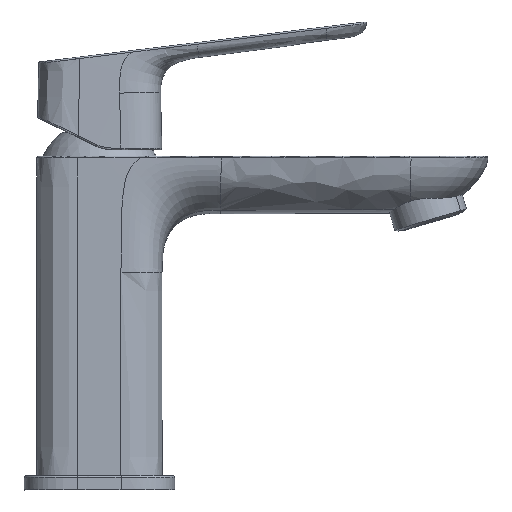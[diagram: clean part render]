
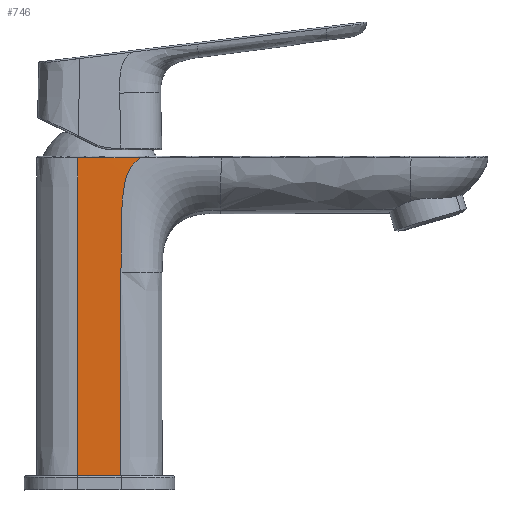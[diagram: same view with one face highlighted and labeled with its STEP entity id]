
A CAD part, front view. The second image highlights one B-rep face of the part: STEP entity #746.
In plain terms, the highlighted cylindrical face has radius 1782.37 mm (diameter 3564.74 mm), a partial arc.
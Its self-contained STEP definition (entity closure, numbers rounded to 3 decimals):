
#27=CYLINDRICAL_SURFACE('',#14895,1782.369);
#66=LINE('',#8394,#168);
#67=LINE('',#8410,#169);
#168=VECTOR('',#15037,101.571);
#169=VECTOR('',#15055,65.109);
#403=B_SPLINE_CURVE_WITH_KNOTS('',3,(#6100,#6101,#6102,#6095),.UNSPECIFIED.,.F.,.U.,(4,4),(0.,1.),.UNSPECIFIED.);
#405=B_SPLINE_CURVE_WITH_KNOTS('',3,(#6145,#6146,#6147,#6148,#6100),.UNSPECIFIED.,.F.,.U.,(4,1,4),(0.,0.5,1.),.UNSPECIFIED.);
#474=B_SPLINE_CURVE_WITH_KNOTS('',3,(#6145,#8411,#8412,#8413,#8414,#8415,#8416,#8417,#8418,#8419,#8420,#8421,#8422,#8423,#8424,#8425,#8426,#8427,#8428,#8410),.UNSPECIFIED.,.F.,.U.,(4,2,2,2,2,2,2,2,2,4),(0.,0.062,0.125,0.187,0.25,0.375,0.5,0.625,0.75,1.),.UNSPECIFIED.);
#746=ADVANCED_FACE('extract',(#939),#27,.T.);
#939=FACE_OUTER_BOUND('',#3093,.T.);
#1369=ORIENTED_EDGE('',*,*,#2276,.F.);
#1370=ORIENTED_EDGE('',*,*,#2277,.F.);
#1371=ORIENTED_EDGE('',*,*,#2278,.F.);
#1372=ORIENTED_EDGE('',*,*,#2279,.F.);
#1373=ORIENTED_EDGE('',*,*,#2196,.T.);
#1374=ORIENTED_EDGE('',*,*,#2194,.T.);
#2194=EDGE_CURVE('10',#2771,#2770,#403,.T.);
#2196=EDGE_CURVE('9',#2772,#2771,#405,.T.);
#2276=EDGE_CURVE('5',#2827,#2770,#66,.T.);
#2277=EDGE_CURVE('6',#2828,#2827,#2635,.T.);
#2278=EDGE_CURVE('7',#2829,#2828,#67,.T.);
#2279=EDGE_CURVE('8',#2772,#2829,#474,.T.);
#2635=CIRCLE('',#14896,1772.428);
#2770=VERTEX_POINT('6',#6095);
#2771=VERTEX_POINT('10',#6100);
#2772=VERTEX_POINT('9',#6145);
#2827=VERTEX_POINT('5',#8394);
#2828=VERTEX_POINT('7',#8408);
#2829=VERTEX_POINT('8',#8410);
#3093=EDGE_LOOP('',(#1369,#1370,#1371,#1372,#1373,#1374));
#6095=CARTESIAN_POINT('',(-6.894,-19.986,107.071));
#6100=CARTESIAN_POINT('',(1.769,-19.999,107.071));
#6101=CARTESIAN_POINT('',(-1.118,-20.002,107.071));
#6102=CARTESIAN_POINT('',(-4.006,-19.998,107.071));
#6145=CARTESIAN_POINT('',(13.334,-19.95,107.071));
#6146=CARTESIAN_POINT('',(11.406,-19.962,107.071));
#6147=CARTESIAN_POINT('',(7.551,-19.988,107.071));
#6148=CARTESIAN_POINT('',(3.696,-19.995,107.071));
#8394=CARTESIAN_POINT('',(-6.894,-19.986,5.5));
#8407=CARTESIAN_POINT('',(-0.031,1762.369,5.5));
#8408=CARTESIAN_POINT('',(6.893,-19.986,5.5));
#8409=CARTESIAN_POINT('',(-0.032,1752.428,5.5));
#8410=CARTESIAN_POINT('',(6.893,-19.986,70.609));
#8411=CARTESIAN_POINT('',(12.64,-19.955,106.674));
#8412=CARTESIAN_POINT('',(11.991,-19.959,106.196));
#8413=CARTESIAN_POINT('',(10.841,-19.966,105.084));
#8414=CARTESIAN_POINT('',(10.342,-19.969,104.45));
#8415=CARTESIAN_POINT('',(9.5,-19.974,103.091));
#8416=CARTESIAN_POINT('',(9.155,-19.976,102.366));
#8417=CARTESIAN_POINT('',(8.585,-19.979,100.871));
#8418=CARTESIAN_POINT('',(8.358,-19.98,100.101));
#8419=CARTESIAN_POINT('',(7.791,-19.982,97.769));
#8420=CARTESIAN_POINT('',(7.565,-19.983,96.182));
#8421=CARTESIAN_POINT('',(7.238,-19.985,92.999));
#8422=CARTESIAN_POINT('',(7.141,-19.985,91.402));
#8423=CARTESIAN_POINT('',(7.005,-19.986,88.205));
#8424=CARTESIAN_POINT('',(6.968,-19.986,86.606));
#8425=CARTESIAN_POINT('',(6.919,-19.986,83.407));
#8426=CARTESIAN_POINT('',(6.908,-19.986,81.807));
#8427=CARTESIAN_POINT('',(6.889,-19.986,77.008));
#8428=CARTESIAN_POINT('',(6.893,-19.986,73.808));
#14895=AXIS2_PLACEMENT_3D('',#8407,#15037,#15073);
#14896=AXIS2_PLACEMENT_3D('',#8409,#15055,#15074);
#15037=DIRECTION('',(0.,0.,1.));
#15055=DIRECTION('',(0.,0.,-1.));
#15073=DIRECTION('',(-0.004,-1.,0.));
#15074=DIRECTION('',(0.004,-1.,0.));
